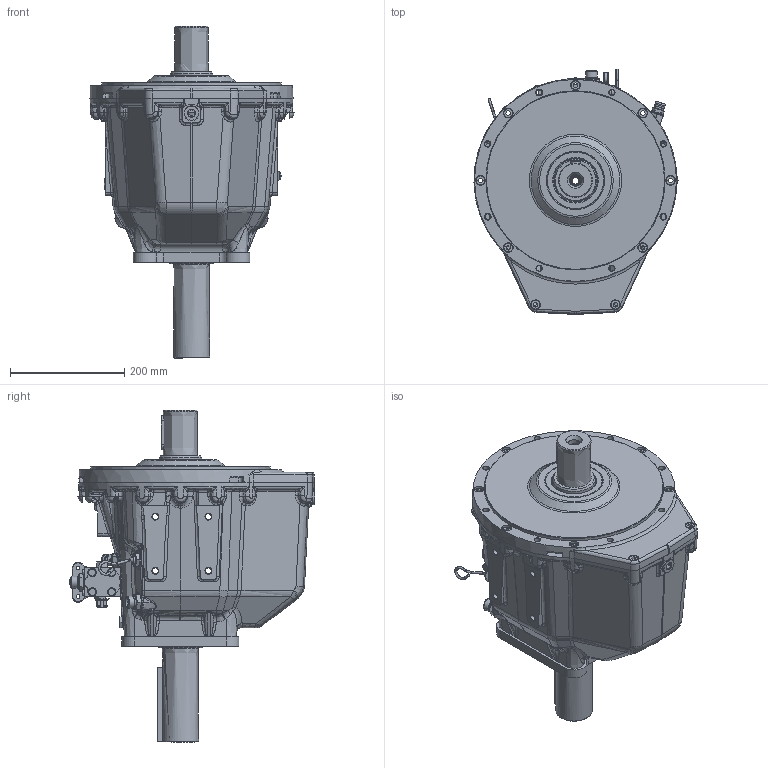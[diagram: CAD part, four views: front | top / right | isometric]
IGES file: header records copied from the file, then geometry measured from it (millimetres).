
Start section: SolidWorks IGES file using analytic representation for surfaces
Global section: file name: ITIP120MT00102.IGS; native system: SolidWorks 2015; preprocessor: SolidWorks 2015; author: pezzinig; date: 171006.113120; units: millimetre
Bounding box: 357.63 x 430.5 x 581.9 mm (x, y, z)
Surface area: 828758.3 mm2 (no closed solid volume)
Topology: 0 solids, 0 shells, 1888 faces, 27020 edges, 31700 vertices
Faces by surface type: bspline 1136, revolution 752
